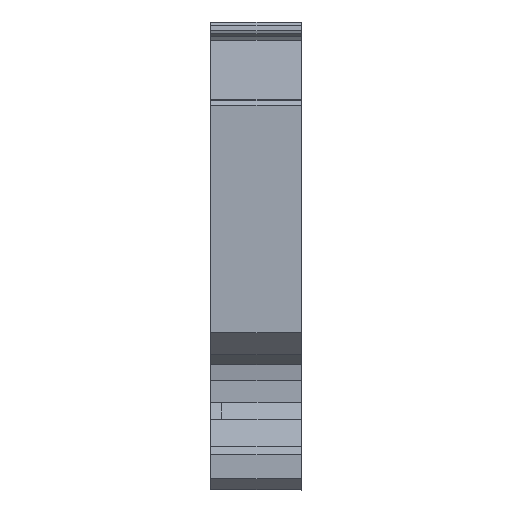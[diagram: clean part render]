
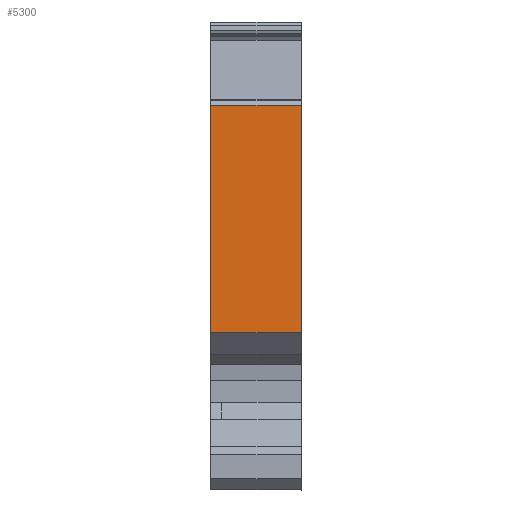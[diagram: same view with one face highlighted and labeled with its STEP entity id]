
A CAD part, left-side view. The second image highlights one B-rep face of the part: STEP entity #5300.
In plain terms, the highlighted free-form (B-spline) face has degree [1, 1] with [2, 2] control points.
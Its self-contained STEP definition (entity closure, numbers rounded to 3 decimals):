
#127=CARTESIAN_POINT('',(-29.8,8.2,8.1));
#128=VERTEX_POINT('',#127);
#144=CARTESIAN_POINT('',(-29.8,0.,8.1));
#145=VERTEX_POINT('',#144);
#152=CARTESIAN_POINT('',(-29.8,0.,8.1));
#153=CARTESIAN_POINT('',(-29.8,8.2,8.1));
#154=B_SPLINE_CURVE_WITH_KNOTS('',1,(#152,#153),.POLYLINE_FORM.,.F.,.U.,(2,2),(0.,1.),.UNSPECIFIED.);
#155=EDGE_CURVE('',#145,#128,#154,.T.);
#858=CARTESIAN_POINT('',(-29.8,8.2,28.683));
#859=VERTEX_POINT('',#858);
#866=CARTESIAN_POINT('',(-29.8,0.,28.683));
#867=VERTEX_POINT('',#866);
#868=CARTESIAN_POINT('',(-29.8,8.2,28.683));
#869=CARTESIAN_POINT('',(-29.8,0.,28.683));
#870=B_SPLINE_CURVE_WITH_KNOTS('',1,(#868,#869),.POLYLINE_FORM.,.F.,.U.,(2,2),(0.,1.),.UNSPECIFIED.);
#871=EDGE_CURVE('',#859,#867,#870,.T.);
#5281=CARTESIAN_POINT('',(-29.8,-1.005,5.187));
#5282=CARTESIAN_POINT('',(-29.8,9.205,5.187));
#5283=CARTESIAN_POINT('',(-29.8,-1.005,30.747));
#5284=CARTESIAN_POINT('',(-29.8,9.205,30.747));
#5285=B_SPLINE_SURFACE_WITH_KNOTS('',1,1,((#5281,#5282),(#5283,#5284)),.PLANE_SURF.,.F.,.F.,.U.,(2,2),(2,2),(0.,1.),(0.,1.),.UNSPECIFIED.);
#5286=ORIENTED_EDGE('',*,*,#871,.F.);
#5287=CARTESIAN_POINT('',(-29.8,8.2,8.1));
#5288=CARTESIAN_POINT('',(-29.8,8.2,28.683));
#5289=B_SPLINE_CURVE_WITH_KNOTS('',1,(#5287,#5288),.POLYLINE_FORM.,.F.,.U.,(2,2),(0.,1.),.UNSPECIFIED.);
#5290=EDGE_CURVE('',#128,#859,#5289,.T.);
#5291=ORIENTED_EDGE('',*,*,#5290,.F.);
#5292=ORIENTED_EDGE('',*,*,#155,.F.);
#5293=CARTESIAN_POINT('',(-29.8,0.,28.683));
#5294=CARTESIAN_POINT('',(-29.8,0.,8.1));
#5295=B_SPLINE_CURVE_WITH_KNOTS('',1,(#5293,#5294),.POLYLINE_FORM.,.F.,.U.,(2,2),(0.,1.),.UNSPECIFIED.);
#5296=EDGE_CURVE('',#867,#145,#5295,.T.);
#5297=ORIENTED_EDGE('',*,*,#5296,.F.);
#5298=EDGE_LOOP('',(#5286,#5291,#5292,#5297));
#5299=FACE_OUTER_BOUND('',#5298,.T.);
#5300=ADVANCED_FACE('',(#5299),#5285,.T.);
